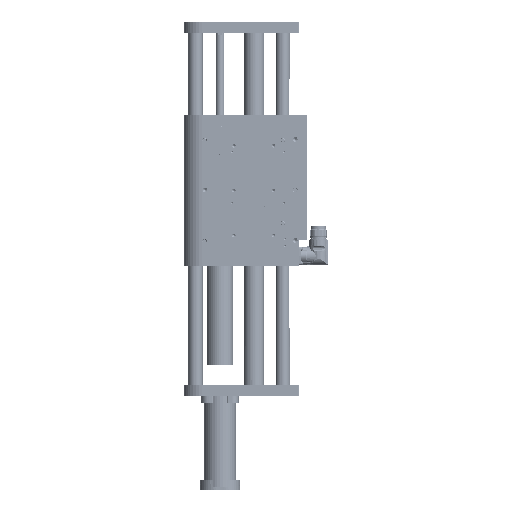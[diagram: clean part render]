
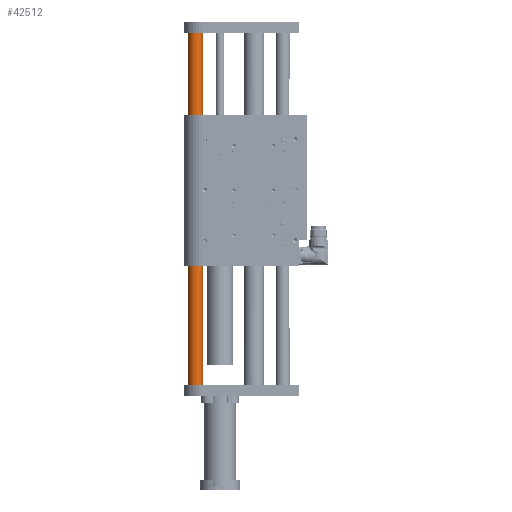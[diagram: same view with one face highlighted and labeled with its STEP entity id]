
A CAD part, left-side view. The second image highlights one B-rep face of the part: STEP entity #42512.
In plain terms, the highlighted cylindrical face has radius 10 mm (diameter 20 mm), a full revolution.
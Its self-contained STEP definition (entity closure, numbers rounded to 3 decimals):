
#1189 = DIRECTION ( 'NONE',  ( 0., 0., 1. ) ) ;
#4043 = CIRCLE ( 'NONE', #103089, 10. ) ;
#11037 = EDGE_LOOP ( 'NONE', ( #36373 ) ) ;
#32349 = DIRECTION ( 'NONE',  ( 1., 0., 0. ) ) ;
#36373 = ORIENTED_EDGE ( 'NONE', *, *, #64497, .T. ) ;
#39510 = CARTESIAN_POINT ( 'NONE',  ( 0., 0., -246. ) ) ;
#42512 = ADVANCED_FACE ( 'NONE', ( #81702, #67480 ), #108237, .T. ) ;
#55268 = DIRECTION ( 'NONE',  ( 1., 0., 0. ) ) ;
#57783 = AXIS2_PLACEMENT_3D ( 'NONE', #95034, #69233, #135762 ) ;
#64497 = EDGE_CURVE ( 'NONE', #154154, #154154, #4043, .T. ) ;
#67480 = FACE_OUTER_BOUND ( 'NONE', #11037, .T. ) ;
#69233 = DIRECTION ( 'NONE',  ( 0., 0., 1. ) ) ;
#69440 = CARTESIAN_POINT ( 'NONE',  ( 0., 0., 246. ) ) ;
#72260 = DIRECTION ( 'NONE',  ( 0., 0., 1. ) ) ;
#81702 = FACE_OUTER_BOUND ( 'NONE', #159670, .T. ) ;
#85913 = CARTESIAN_POINT ( 'NONE',  ( 10., 0., -246. ) ) ;
#90291 = ORIENTED_EDGE ( 'NONE', *, *, #142476, .F. ) ;
#95034 = CARTESIAN_POINT ( 'NONE',  ( 0., 0., 402. ) ) ;
#103089 = AXIS2_PLACEMENT_3D ( 'NONE', #39510, #72260, #32349 ) ;
#103941 = CIRCLE ( 'NONE', #172062, 10. ) ;
#108237 = CYLINDRICAL_SURFACE ( 'NONE', #57783, 10. ) ;
#131609 = VERTEX_POINT ( 'NONE', #145886 ) ;
#135762 = DIRECTION ( 'NONE',  ( 1., 0., 0. ) ) ;
#142476 = EDGE_CURVE ( 'NONE', #131609, #131609, #103941, .T. ) ;
#145886 = CARTESIAN_POINT ( 'NONE',  ( 10., 0., 246. ) ) ;
#154154 = VERTEX_POINT ( 'NONE', #85913 ) ;
#159670 = EDGE_LOOP ( 'NONE', ( #90291 ) ) ;
#172062 = AXIS2_PLACEMENT_3D ( 'NONE', #69440, #1189, #55268 ) ;
